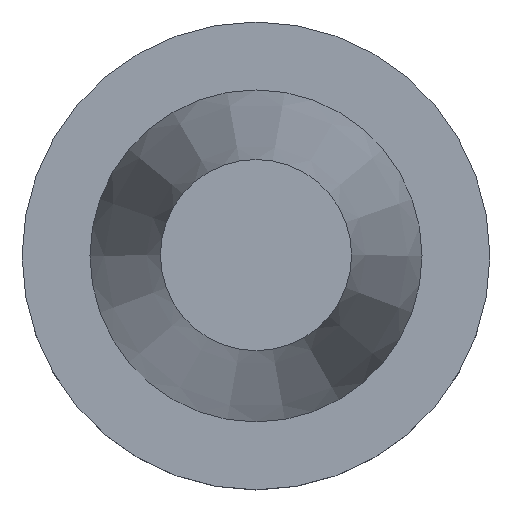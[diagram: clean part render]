
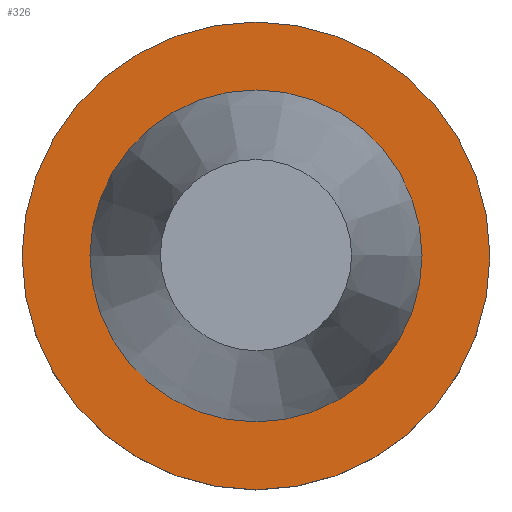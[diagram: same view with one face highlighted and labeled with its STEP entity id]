
A CAD part, top view. The second image highlights one B-rep face of the part: STEP entity #326.
In plain terms, the highlighted planar face has unit normal (0, 0, 1).
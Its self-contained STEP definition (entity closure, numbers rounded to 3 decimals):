
#26 = CARTESIAN_POINT ( 'NONE',  ( 0., 49.215, -1.5 ) ) ;
#27 = EDGE_CURVE ( 'NONE', #109, #109, #356, .T. ) ;
#43 = CARTESIAN_POINT ( 'NONE',  ( 0., 0., -1.5 ) ) ;
#49 = PLANE ( 'NONE',  #139 ) ;
#65 = EDGE_LOOP ( 'NONE', ( #244 ) ) ;
#82 = DIRECTION ( 'NONE',  ( -1., 0., 0. ) ) ;
#91 = EDGE_LOOP ( 'NONE', ( #342 ) ) ;
#104 = CIRCLE ( 'NONE', #177, 34.925 ) ;
#109 = VERTEX_POINT ( 'NONE', #146 ) ;
#139 = AXIS2_PLACEMENT_3D ( 'NONE', #26, #173, #82 ) ;
#146 = CARTESIAN_POINT ( 'NONE',  ( 49.215, 0., -1.5 ) ) ;
#170 = EDGE_CURVE ( 'NONE', #314, #314, #104, .T. ) ;
#173 = DIRECTION ( 'NONE',  ( 0., 0., -1. ) ) ;
#177 = AXIS2_PLACEMENT_3D ( 'NONE', #43, #195, #288 ) ;
#195 = DIRECTION ( 'NONE',  ( 0., 0., 1. ) ) ;
#203 = FACE_BOUND ( 'NONE', #91, .T. ) ;
#217 = CARTESIAN_POINT ( 'NONE',  ( 0., 0., -1.5 ) ) ;
#244 = ORIENTED_EDGE ( 'NONE', *, *, #27, .T. ) ;
#283 = DIRECTION ( 'NONE',  ( 1., 0., 0. ) ) ;
#288 = DIRECTION ( 'NONE',  ( 1., 0., 0. ) ) ;
#310 = CARTESIAN_POINT ( 'NONE',  ( 34.925, 0., -1.5 ) ) ;
#314 = VERTEX_POINT ( 'NONE', #310 ) ;
#318 = DIRECTION ( 'NONE',  ( 0., 0., 1. ) ) ;
#326 = ADVANCED_FACE ( 'NONE', ( #203, #362 ), #49, .F. ) ;
#342 = ORIENTED_EDGE ( 'NONE', *, *, #170, .F. ) ;
#356 = CIRCLE ( 'NONE', #385, 49.215 ) ;
#362 = FACE_OUTER_BOUND ( 'NONE', #65, .T. ) ;
#385 = AXIS2_PLACEMENT_3D ( 'NONE', #217, #318, #283 ) ;
